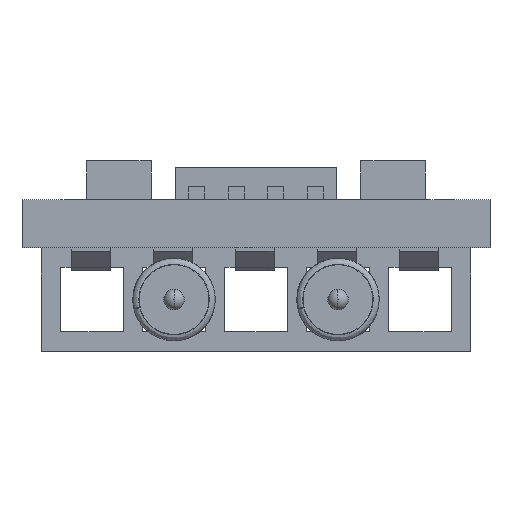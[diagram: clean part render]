
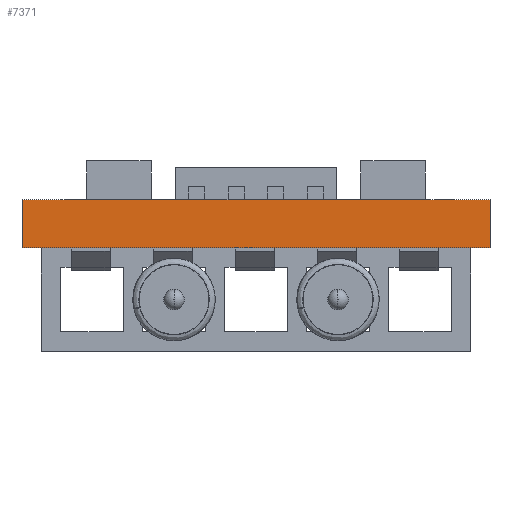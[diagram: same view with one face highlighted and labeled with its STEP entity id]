
A CAD part, front view. The second image highlights one B-rep face of the part: STEP entity #7371.
In plain terms, the highlighted face is planar.
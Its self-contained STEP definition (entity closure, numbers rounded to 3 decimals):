
#813 = EDGE_CURVE ( 'NONE', #24082, #13064, #8439, .T. ) ;
#1891 = ORIENTED_EDGE ( 'NONE', *, *, #13355, .T. ) ;
#2170 = FACE_OUTER_BOUND ( 'NONE', #27259, .T. ) ;
#4521 = CARTESIAN_POINT ( 'NONE',  ( -7.25, 1.5, 6.6 ) ) ;
#5326 = CARTESIAN_POINT ( 'NONE',  ( -7.25, 0., 6.6 ) ) ;
#5842 = DIRECTION ( 'NONE',  ( 1., 0., 0. ) ) ;
#6275 = DIRECTION ( 'NONE',  ( 0., -1., 0. ) ) ;
#7371 = ADVANCED_FACE ( 'NONE', ( #2170 ), #13009, .F. ) ;
#7386 = VECTOR ( 'NONE', #6275, 1000. ) ;
#8439 = LINE ( 'NONE', #21730, #7386 ) ;
#8568 = LINE ( 'NONE', #19689, #21949 ) ;
#8572 = CARTESIAN_POINT ( 'NONE',  ( -7.25, 0., 6.6 ) ) ;
#8714 = DIRECTION ( 'NONE',  ( 0., -1., 0. ) ) ;
#11215 = ORIENTED_EDGE ( 'NONE', *, *, #813, .F. ) ;
#11262 = CARTESIAN_POINT ( 'NONE',  ( -7.25, 1.5, 6.6 ) ) ;
#11405 = DIRECTION ( 'NONE',  ( -1., 0., 0. ) ) ;
#11735 = EDGE_CURVE ( 'NONE', #21960, #13064, #23470, .T. ) ;
#12664 = VERTEX_POINT ( 'NONE', #21863 ) ;
#13009 = PLANE ( 'NONE',  #17130 ) ;
#13064 = VERTEX_POINT ( 'NONE', #14019 ) ;
#13355 = EDGE_CURVE ( 'NONE', #12664, #21960, #8568, .T. ) ;
#13621 = LINE ( 'NONE', #4521, #27101 ) ;
#14019 = CARTESIAN_POINT ( 'NONE',  ( 7.25, 0., 6.6 ) ) ;
#17130 = AXIS2_PLACEMENT_3D ( 'NONE', #11262, #21821, #11405 ) ;
#18389 = ORIENTED_EDGE ( 'NONE', *, *, #20858, .F. ) ;
#18682 = CARTESIAN_POINT ( 'NONE',  ( 7.25, 1.5, 6.6 ) ) ;
#19523 = VECTOR ( 'NONE', #5842, 1000. ) ;
#19689 = CARTESIAN_POINT ( 'NONE',  ( -7.25, 1.5, 6.6 ) ) ;
#20786 = DIRECTION ( 'NONE',  ( 1., 0., 0. ) ) ;
#20858 = EDGE_CURVE ( 'NONE', #12664, #24082, #13621, .T. ) ;
#21730 = CARTESIAN_POINT ( 'NONE',  ( 7.25, 1.5, 6.6 ) ) ;
#21821 = DIRECTION ( 'NONE',  ( 0., 0., -1. ) ) ;
#21863 = CARTESIAN_POINT ( 'NONE',  ( -7.25, 1.5, 6.6 ) ) ;
#21949 = VECTOR ( 'NONE', #8714, 1000. ) ;
#21960 = VERTEX_POINT ( 'NONE', #5326 ) ;
#23470 = LINE ( 'NONE', #8572, #19523 ) ;
#24082 = VERTEX_POINT ( 'NONE', #18682 ) ;
#27101 = VECTOR ( 'NONE', #20786, 1000. ) ;
#27259 = EDGE_LOOP ( 'NONE', ( #28369, #11215, #18389, #1891 ) ) ;
#28369 = ORIENTED_EDGE ( 'NONE', *, *, #11735, .T. ) ;
